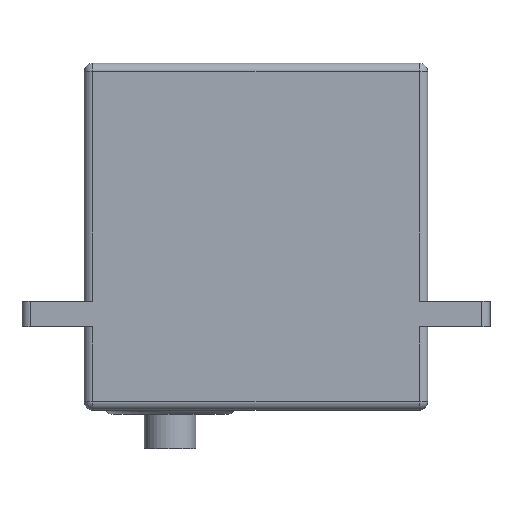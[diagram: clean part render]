
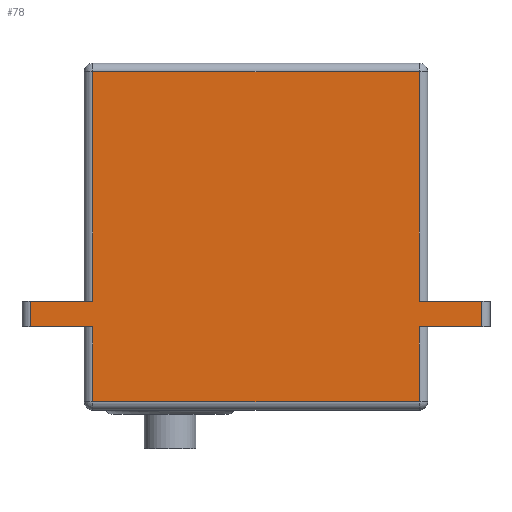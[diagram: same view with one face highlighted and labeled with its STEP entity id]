
A CAD part, front view. The second image highlights one B-rep face of the part: STEP entity #78.
In plain terms, the highlighted planar face has unit normal (0, -1, 0).
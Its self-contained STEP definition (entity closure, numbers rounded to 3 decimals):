
#78=ADVANCED_FACE('',(#152),#132,.F.);
#132=PLANE('',#911);
#152=FACE_OUTER_BOUND('',#202,.T.);
#202=EDGE_LOOP('',(#326,#327,#328,#329,#330,#331,#332,#333,#334,#335,#336,
#337));
#326=ORIENTED_EDGE('',*,*,#640,.T.);
#327=ORIENTED_EDGE('',*,*,#650,.T.);
#328=ORIENTED_EDGE('',*,*,#651,.T.);
#329=ORIENTED_EDGE('',*,*,#652,.T.);
#330=ORIENTED_EDGE('',*,*,#653,.T.);
#331=ORIENTED_EDGE('',*,*,#654,.T.);
#332=ORIENTED_EDGE('',*,*,#655,.F.);
#333=ORIENTED_EDGE('',*,*,#656,.T.);
#334=ORIENTED_EDGE('',*,*,#657,.T.);
#335=ORIENTED_EDGE('',*,*,#658,.T.);
#336=ORIENTED_EDGE('',*,*,#659,.F.);
#337=ORIENTED_EDGE('',*,*,#660,.T.);
#564=VERTEX_POINT('',#1308);
#565=VERTEX_POINT('',#1310);
#574=VERTEX_POINT('',#1331);
#575=VERTEX_POINT('',#1333);
#576=VERTEX_POINT('',#1335);
#577=VERTEX_POINT('',#1337);
#578=VERTEX_POINT('',#1339);
#579=VERTEX_POINT('',#1341);
#580=VERTEX_POINT('',#1343);
#581=VERTEX_POINT('',#1345);
#582=VERTEX_POINT('',#1347);
#583=VERTEX_POINT('',#1349);
#640=EDGE_CURVE('',#565,#564,#761,.T.);
#650=EDGE_CURVE('',#564,#574,#768,.T.);
#651=EDGE_CURVE('',#574,#575,#769,.T.);
#652=EDGE_CURVE('',#575,#576,#770,.T.);
#653=EDGE_CURVE('',#576,#577,#771,.T.);
#654=EDGE_CURVE('',#577,#578,#772,.T.);
#655=EDGE_CURVE('',#579,#578,#773,.T.);
#656=EDGE_CURVE('',#579,#580,#774,.T.);
#657=EDGE_CURVE('',#580,#581,#775,.T.);
#658=EDGE_CURVE('',#581,#582,#776,.T.);
#659=EDGE_CURVE('',#583,#582,#777,.T.);
#660=EDGE_CURVE('',#583,#565,#778,.T.);
#761=LINE('',#1309,#833);
#768=LINE('',#1330,#840);
#769=LINE('',#1332,#841);
#770=LINE('',#1334,#842);
#771=LINE('',#1336,#843);
#772=LINE('',#1338,#844);
#773=LINE('',#1340,#845);
#774=LINE('',#1342,#846);
#775=LINE('',#1344,#847);
#776=LINE('',#1346,#848);
#777=LINE('',#1348,#849);
#778=LINE('',#1350,#850);
#833=VECTOR('',#1020,1.);
#840=VECTOR('',#1037,1.);
#841=VECTOR('',#1038,1.);
#842=VECTOR('',#1039,1.);
#843=VECTOR('',#1040,1.);
#844=VECTOR('',#1041,1.);
#845=VECTOR('',#1042,1.);
#846=VECTOR('',#1043,1.);
#847=VECTOR('',#1044,1.);
#848=VECTOR('',#1045,1.);
#849=VECTOR('',#1046,1.);
#850=VECTOR('',#1047,1.);
#911=AXIS2_PLACEMENT_3D('',#1351,#1048,#1049);
#1020=DIRECTION('',(1.,0.,0.));
#1037=DIRECTION('',(0.,0.,-1.));
#1038=DIRECTION('',(1.,0.,0.));
#1039=DIRECTION('',(0.,0.,1.));
#1040=DIRECTION('',(1.,0.,0.));
#1041=DIRECTION('',(0.,0.,1.));
#1042=DIRECTION('',(1.,0.,0.));
#1043=DIRECTION('',(0.,0.,1.));
#1044=DIRECTION('',(-1.,0.,0.));
#1045=DIRECTION('',(0.,0.,-1.));
#1046=DIRECTION('',(1.,0.,0.));
#1047=DIRECTION('',(0.,0.,-1.));
#1048=DIRECTION('',(0.,1.,0.));
#1049=DIRECTION('',(0.,0.,1.));
#1308=CARTESIAN_POINT('',(1.,0.,-3.));
#1309=CARTESIAN_POINT('',(-7.25,0.,-3.));
#1310=CARTESIAN_POINT('',(-6.25,0.,-3.));
#1330=CARTESIAN_POINT('',(1.,0.,27.7));
#1331=CARTESIAN_POINT('',(1.,0.,-11.7));
#1332=CARTESIAN_POINT('',(40.,0.,-11.7));
#1333=CARTESIAN_POINT('',(39.,0.,-11.7));
#1334=CARTESIAN_POINT('',(39.,0.,27.7));
#1335=CARTESIAN_POINT('',(39.,0.,-3.));
#1336=CARTESIAN_POINT('',(-7.25,0.,-3.));
#1337=CARTESIAN_POINT('',(46.25,0.,-3.));
#1338=CARTESIAN_POINT('',(46.25,0.,0.));
#1339=CARTESIAN_POINT('',(46.25,0.,0.));
#1340=CARTESIAN_POINT('',(40.,0.,0.));
#1341=CARTESIAN_POINT('',(39.,0.,0.));
#1342=CARTESIAN_POINT('',(39.,0.,27.7));
#1343=CARTESIAN_POINT('',(39.,0.,26.7));
#1344=CARTESIAN_POINT('',(0.,0.,26.7));
#1345=CARTESIAN_POINT('',(1.,0.,26.7));
#1346=CARTESIAN_POINT('',(1.,0.,27.7));
#1347=CARTESIAN_POINT('',(1.,0.,0.));
#1348=CARTESIAN_POINT('',(40.,0.,0.));
#1349=CARTESIAN_POINT('',(-6.25,0.,0.));
#1350=CARTESIAN_POINT('',(-6.25,0.,-3.));
#1351=CARTESIAN_POINT('',(0.,0.,27.7));
